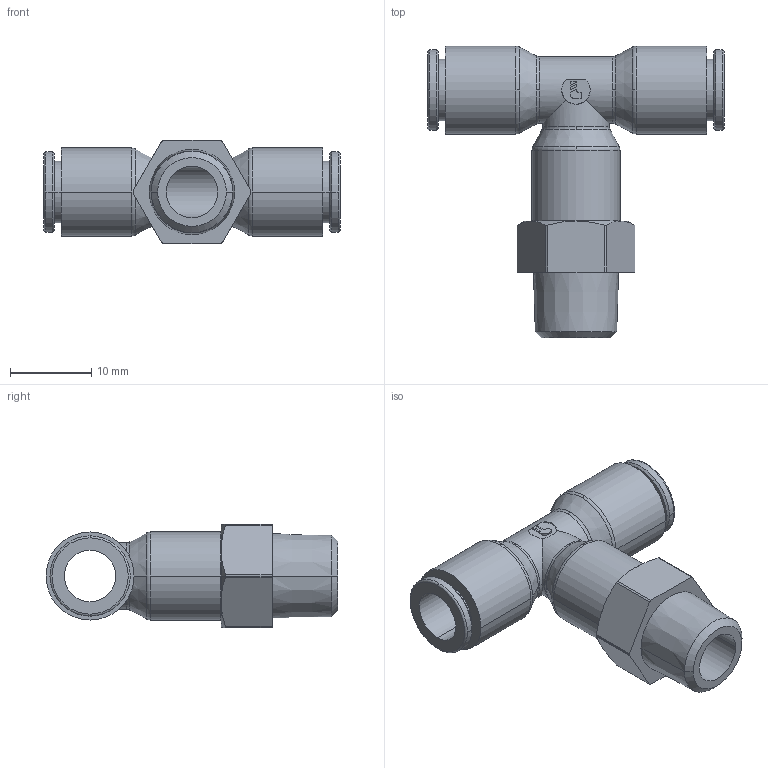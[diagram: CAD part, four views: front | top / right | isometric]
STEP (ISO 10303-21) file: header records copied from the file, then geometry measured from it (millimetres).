
FILE_DESCRIPTION(('STEP AP214'),'1');
FILE_NAME('6508_56_11WP2.stp','2016-07-07T14:18:23',('TraceParts'),('TraceParts S.A.'),'Spatial InterOp 3D',' ',' ');
FILE_SCHEMA(('automotive_design'));
Length unit declared in the file: millimetre
Products named in the file (1): 1
Bounding box: 36.51 x 35.98 x 12.7 mm (x, y, z)
Volume: 3341.7 mm3; surface area: 3706.8 mm2
Topology: 1 solids, 1 shells, 113 faces, 292 edges, 190 vertices
Faces by surface type: cylinder 42, plane 33, cone 22, torus 16
Entity records: 3666 total; most frequent: CARTESIAN_POINT 770, DIRECTION 665, ORIENTED_EDGE 584, EDGE_CURVE 292, AXIS2_PLACEMENT_3D 277, VERTEX_POINT 190, CIRCLE 155, EDGE_LOOP 126
